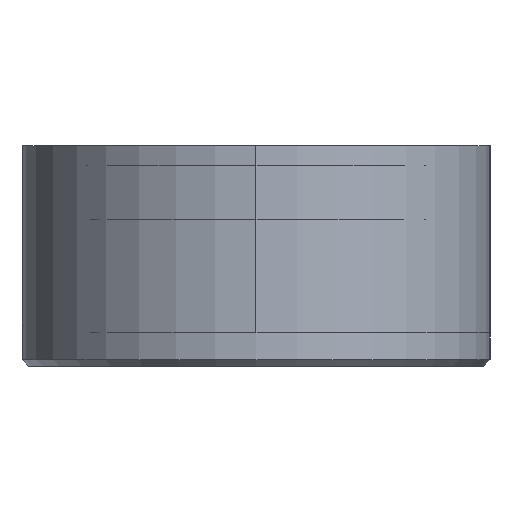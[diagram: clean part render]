
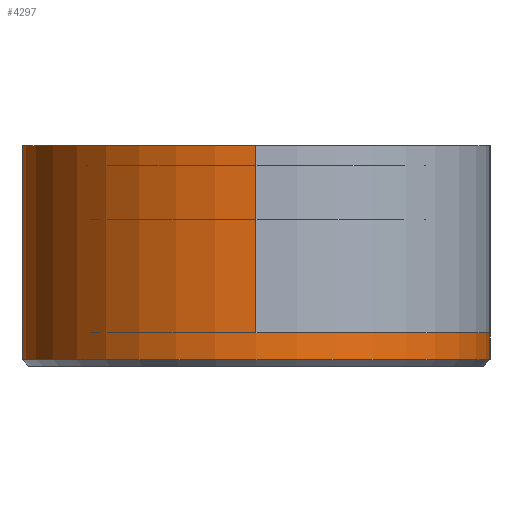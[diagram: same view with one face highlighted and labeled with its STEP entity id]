
A CAD part, left-side view. The second image highlights one B-rep face of the part: STEP entity #4297.
In plain terms, the highlighted cylindrical face has radius 35 mm (diameter 70 mm), a partial arc.
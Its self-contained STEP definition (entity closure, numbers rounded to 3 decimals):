
#75=CARTESIAN_POINT('',(-315.,0.,25.));
#76=DIRECTION('',(0.,0.,1.));
#77=DIRECTION('',(0.6,0.8,0.));
#78=AXIS2_PLACEMENT_3D('',#75,#76,#77);
#80=DIRECTION('',(0.,0.,1.));
#81=VECTOR('',#80,2.);
#82=CARTESIAN_POINT('',(-294.,28.,25.));
#83=LINE('',#82,#81);
#84=CARTESIAN_POINT('',(-294.,28.,27.));
#85=CARTESIAN_POINT('',(-294.,28.,27.256));
#86=CARTESIAN_POINT('',(-293.915,27.937,27.751));
#87=CARTESIAN_POINT('',(-293.545,27.655,28.467));
#88=CARTESIAN_POINT('',(-292.956,27.19,29.097));
#89=CARTESIAN_POINT('',(-292.251,26.605,29.574));
#90=CARTESIAN_POINT('',(-291.416,25.87,29.911));
#91=CARTESIAN_POINT('',(-290.817,25.305,30.));
#92=CARTESIAN_POINT('',(-290.505,25.,30.));
#94=CARTESIAN_POINT('',(-315.,0.,30.));
#95=DIRECTION('',(0.,0.,1.));
#96=DIRECTION('',(1.,0.,0.));
#97=AXIS2_PLACEMENT_3D('',#94,#95,#96);
#99=DIRECTION('',(0.,0.,1.));
#100=VECTOR('',#99,3.);
#101=CARTESIAN_POINT('',(-280.,0.,30.));
#102=LINE('',#101,#100);
#103=CARTESIAN_POINT('',(-315.,0.,5.));
#104=DIRECTION('',(0.,0.,1.));
#105=DIRECTION('',(-1.,0.,0.));
#106=AXIS2_PLACEMENT_3D('',#103,#104,#105);
#108=CARTESIAN_POINT('',(-315.,0.,1.));
#109=DIRECTION('',(0.,0.,-1.));
#110=DIRECTION('',(0.,-1.,0.));
#111=AXIS2_PLACEMENT_3D('',#108,#109,#110);
#113=CARTESIAN_POINT('',(-315.,0.,8.));
#114=DIRECTION('',(0.,0.,1.));
#115=DIRECTION('',(0.6,0.8,0.));
#116=AXIS2_PLACEMENT_3D('',#113,#114,#115);
#118=DIRECTION('',(0.,0.,1.));
#119=VECTOR('',#118,2.);
#120=CARTESIAN_POINT('',(-294.,28.,8.));
#121=LINE('',#120,#119);
#122=CARTESIAN_POINT('',(-315.,0.,10.));
#123=DIRECTION('',(0.,0.,1.));
#124=DIRECTION('',(0.6,0.8,0.));
#125=AXIS2_PLACEMENT_3D('',#122,#123,#124);
#127=DIRECTION('',(0.,0.,1.));
#128=VECTOR('',#127,15.);
#129=CARTESIAN_POINT('',(-295.858,29.302,10.));
#130=LINE('',#129,#128);
#159=CARTESIAN_POINT('',(-294.,28.,8.));
#1376=DIRECTION('',(0.,0.,1.));
#1377=VECTOR('',#1376,28.);
#1378=CARTESIAN_POINT('',(-350.,0.,5.));
#1379=LINE('',#1378,#1377);
#1545=DIRECTION('',(0.,0.,1.));
#1546=VECTOR('',#1545,4.);
#1547=CARTESIAN_POINT('',(-315.,-35.,
1.));
#1548=LINE('',#1547,#1546);
#1663=CARTESIAN_POINT('',(-315.,0.,33.));
#1664=DIRECTION('',(0.,0.,1.));
#1665=DIRECTION('',(1.,0.,0.));
#1666=AXIS2_PLACEMENT_3D('',#1663,#1664,#1665);
#1919=DIRECTION('',(0.,0.,-1.));
#1920=VECTOR('',#1919,7.);
#1921=CARTESIAN_POINT('',(-315.,35.,8.));
#1922=LINE('',#1921,#1920);
#3171=CARTESIAN_POINT('',(-315.,35.,
1.));
#3173=VERTEX_POINT('',#3171);
#3181=CARTESIAN_POINT('',(-315.,-35.,
1.));
#3182=VERTEX_POINT('',#3181);
#3183=CARTESIAN_POINT('',(-280.,0.,33.));
#3184=CARTESIAN_POINT('',(-350.,0.,33.));
#3185=VERTEX_POINT('',#3183);
#3186=VERTEX_POINT('',#3184);
#3191=CARTESIAN_POINT('',(-350.,0.,5.));
#3192=VERTEX_POINT('',#3191);
#3213=VERTEX_POINT('',#84);
#3214=VERTEX_POINT('',#92);
#3215=CARTESIAN_POINT('',(-280.,0.,30.));
#3216=VERTEX_POINT('',#3215);
#3470=CARTESIAN_POINT('',(-315.,-35.,5.));
#3471=VERTEX_POINT('',#3470);
#3476=VERTEX_POINT('',#159);
#3477=CARTESIAN_POINT('',(-315.,35.,8.));
#3478=VERTEX_POINT('',#3477);
#3521=CARTESIAN_POINT('',(-295.858,29.302,25.));
#3523=VERTEX_POINT('',#3521);
#3525=CARTESIAN_POINT('',(-295.858,29.302,10.));
#3527=VERTEX_POINT('',#3525);
#3529=CARTESIAN_POINT('',(-294.,28.,25.));
#3530=VERTEX_POINT('',#3529);
#3531=CARTESIAN_POINT('',(-294.,28.,10.));
#3532=VERTEX_POINT('',#3531);
#4261=CARTESIAN_POINT('',(-315.,0.,0.));
#4262=DIRECTION('',(0.,0.,1.));
#4263=DIRECTION('',(1.,0.,0.));
#4264=AXIS2_PLACEMENT_3D('',#4261,#4262,#4263);
#4265=CYLINDRICAL_SURFACE('',#4264,35.);
#4267=ORIENTED_EDGE('',*,*,#4266,.F.);
#4269=ORIENTED_EDGE('',*,*,#4268,.T.);
#4271=ORIENTED_EDGE('',*,*,#4270,.T.);
#4273=ORIENTED_EDGE('',*,*,#4272,.F.);
#4275=ORIENTED_EDGE('',*,*,#4274,.T.);
#4277=ORIENTED_EDGE('',*,*,#4276,.T.);
#4279=ORIENTED_EDGE('',*,*,#4278,.F.);
#4281=ORIENTED_EDGE('',*,*,#4280,.T.);
#4283=ORIENTED_EDGE('',*,*,#4282,.F.);
#4284=ORIENTED_EDGE('',*,*,#4255,.T.);
#4286=ORIENTED_EDGE('',*,*,#4285,.F.);
#4288=ORIENTED_EDGE('',*,*,#4287,.F.);
#4290=ORIENTED_EDGE('',*,*,#4289,.T.);
#4292=ORIENTED_EDGE('',*,*,#4291,.T.);
#4294=ORIENTED_EDGE('',*,*,#4293,.T.);
#4295=EDGE_LOOP('',(#4267,#4269,#4271,#4273,#4275,#4277,#4279,#4281,#4283,#4284,
#4286,#4288,#4290,#4292,#4294));
#4296=FACE_OUTER_BOUND('',#4295,.F.);
#4297=ADVANCED_FACE('',(#4296),#4265,.T.);
#79=CIRCLE('',#78,35.);
#93=B_SPLINE_CURVE_WITH_KNOTS('',3,(#84,#85,#86,#87,#88,#89,#90,#91,#92),
.UNSPECIFIED.,.F.,.F.,(4,1,1,1,1,1,4),(0.,0.167,0.333,
0.5,0.667,0.833,1.),.UNSPECIFIED.);
#98=CIRCLE('',#97,35.);
#107=CIRCLE('',#106,35.);
#112=CIRCLE('',#111,35.);
#117=CIRCLE('',#116,35.);
#126=CIRCLE('',#125,35.);
#1667=CIRCLE('',#1666,35.);
#4255=EDGE_CURVE('',#3182,#3173,#112,.T.);
#4266=EDGE_CURVE('',#3530,#3523,#79,.T.);
#4268=EDGE_CURVE('',#3530,#3213,#83,.T.);
#4270=EDGE_CURVE('',#3213,#3214,#93,.T.);
#4272=EDGE_CURVE('',#3216,#3214,#98,.T.);
#4274=EDGE_CURVE('',#3216,#3185,#102,.T.);
#4276=EDGE_CURVE('',#3185,#3186,#1667,.T.);
#4278=EDGE_CURVE('',#3192,#3186,#1379,.T.);
#4280=EDGE_CURVE('',#3192,#3471,#107,.T.);
#4282=EDGE_CURVE('',#3182,#3471,#1548,.T.);
#4285=EDGE_CURVE('',#3478,#3173,#1922,.T.);
#4287=EDGE_CURVE('',#3476,#3478,#117,.T.);
#4289=EDGE_CURVE('',#3476,#3532,#121,.T.);
#4291=EDGE_CURVE('',#3532,#3527,#126,.T.);
#4293=EDGE_CURVE('',#3527,#3523,#130,.T.);
